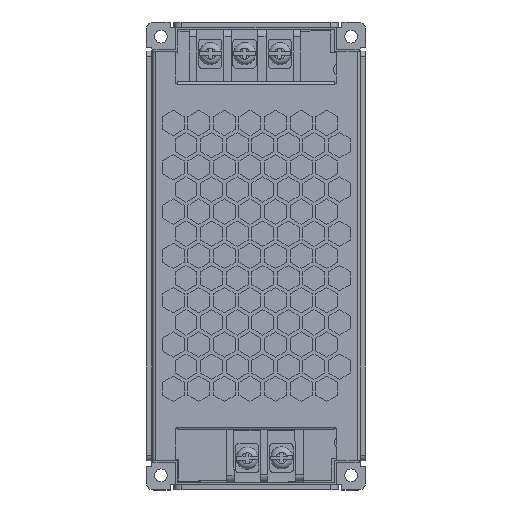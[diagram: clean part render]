
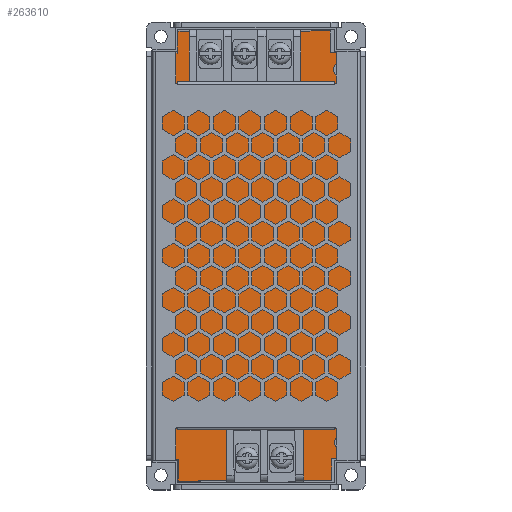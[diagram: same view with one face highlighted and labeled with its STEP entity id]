
A CAD part, top view. The second image highlights one B-rep face of the part: STEP entity #263610.
In plain terms, the highlighted planar face has unit normal (0, 0, 1).
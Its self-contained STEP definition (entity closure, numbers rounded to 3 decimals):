
#261420=CARTESIAN_POINT('',(56.578,194.464,184.6));
#261430=DIRECTION('',(0.,0.,1.));
#261440=DIRECTION('',(1.,0.,0.));
#261450=AXIS2_PLACEMENT_3D('',#261420,#261430,#261440);
#261460=PLANE('',#261450);
#261470=CARTESIAN_POINT('',(38.823,106.41,184.6
));
#261480=DIRECTION('',(0.,0.,1.));
#261490=DIRECTION('',(-1.,0.,0.));
#261500=AXIS2_PLACEMENT_3D('',#261470,#261480,#261490);
#261510=CIRCLE('',#261500,1.75);
#261520=CARTESIAN_POINT('',(37.073,106.41,184.6
));
#261530=VERTEX_POINT('',#261520);
#261540=CARTESIAN_POINT('',(40.573,106.41,184.6
));
#261550=VERTEX_POINT('',#261540);
#261560=EDGE_CURVE('',#261530,#261550,#261510,.T.);
#261570=ORIENTED_EDGE('',*,*,#261560,.F.);
#261580=EDGE_CURVE('',#261550,#261530,#261510,.T.);
#261590=ORIENTED_EDGE('',*,*,#261580,.F.);
#261600=EDGE_LOOP('',(#261590,#261570));
#261610=FACE_BOUND('',#261600,.T.);
#261620=CARTESIAN_POINT('',(85.823,105.41,184.6
));
#261630=DIRECTION('',(0.,0.,1.));
#261640=DIRECTION('',(1.,0.,0.));
#261650=AXIS2_PLACEMENT_3D('',#261620,#261630,#261640);
#261660=CIRCLE('',#261650,1.75);
#261670=CARTESIAN_POINT('',(87.573,105.41,184.6
));
#261680=VERTEX_POINT('',#261670);
#261690=CARTESIAN_POINT('',(84.073,105.41,184.6
));
#261700=VERTEX_POINT('',#261690);
#261710=EDGE_CURVE('',#261680,#261700,#261660,.T.);
#261720=ORIENTED_EDGE('',*,*,#261710,.F.);
#261730=EDGE_CURVE('',#261700,#261680,#261660,.T.);
#261740=ORIENTED_EDGE('',*,*,#261730,.F.);
#261750=EDGE_LOOP('',(#261740,#261720));
#261760=FACE_BOUND('',#261750,.T.);
#261770=CARTESIAN_POINT('',(85.823,207.41,184.6
));
#261780=DIRECTION('',(0.,0.,1.));
#261790=DIRECTION('',(-1.,0.,0.));
#261800=AXIS2_PLACEMENT_3D('',#261770,#261780,#261790);
#261810=CIRCLE('',#261800,1.75);
#261820=CARTESIAN_POINT('',(87.573,207.41,184.6
));
#261830=VERTEX_POINT('',#261820);
#261840=CARTESIAN_POINT('',(84.073,207.41,184.6
));
#261850=VERTEX_POINT('',#261840);
#261860=EDGE_CURVE('',#261830,#261850,#261810,.T.);
#261870=ORIENTED_EDGE('',*,*,#261860,.F.);
#261880=EDGE_CURVE('',#261850,#261830,#261810,.T.);
#261890=ORIENTED_EDGE('',*,*,#261880,.F.);
#261900=EDGE_LOOP('',(#261890,#261870));
#261910=FACE_BOUND('',#261900,.T.);
#261920=CARTESIAN_POINT('',(38.823,207.41,184.6
));
#261930=DIRECTION('',(0.,0.,1.));
#261940=DIRECTION('',(1.,0.,0.));
#261950=AXIS2_PLACEMENT_3D('',#261920,#261930,#261940);
#261960=CIRCLE('',#261950,1.65);
#261970=CARTESIAN_POINT('',(40.473,207.41,184.6
));
#261980=VERTEX_POINT('',#261970);
#261990=CARTESIAN_POINT('',(37.173,207.41,184.6
));
#262000=VERTEX_POINT('',#261990);
#262010=EDGE_CURVE('',#261980,#262000,#261960,.T.);
#262020=ORIENTED_EDGE('',*,*,#262010,.F.);
#262030=EDGE_CURVE('',#262000,#261980,#261960,.T.);
#262040=ORIENTED_EDGE('',*,*,#262030,.F.);
#262050=EDGE_LOOP('',(#262040,#262020));
#262060=FACE_BOUND('',#262050,.T.);
#262070=CARTESIAN_POINT('',(89.323,100.91,184.6
));
#262080=DIRECTION('',(-1.,0.,0.));
#262090=VECTOR('',#262080,1.);
#262100=LINE('',#262070,#262090);
#262110=CARTESIAN_POINT('',(89.323,100.91,184.6
));
#262120=VERTEX_POINT('',#262110);
#262130=CARTESIAN_POINT('',(83.323,100.91,184.6
));
#262140=VERTEX_POINT('',#262130);
#262150=EDGE_CURVE('',#262120,#262140,#262100,.T.);
#262160=ORIENTED_EDGE('',*,*,#262150,.F.);
#262170=CARTESIAN_POINT('',(83.323,94.91,184.6
));
#262180=DIRECTION('',(0.,1.,0.));
#262190=VECTOR('',#262180,1.);
#262200=LINE('',#262170,#262190);
#262210=CARTESIAN_POINT('',(83.323,94.91,184.6
));
#262220=VERTEX_POINT('',#262210);
#262230=EDGE_CURVE('',#262220,#262140,#262200,.T.);
#262240=ORIENTED_EDGE('',*,*,#262230,.T.);
#262250=CARTESIAN_POINT('',(83.323,94.91,184.6
));
#262260=DIRECTION('',(-1.,0.,0.));
#262270=VECTOR('',#262260,1.);
#262280=LINE('',#262250,#262270);
#262290=CARTESIAN_POINT('',(75.605,94.91,
184.6));
#262300=VERTEX_POINT('',#262290);
#262310=EDGE_CURVE('',#262220,#262300,#262280,.T.);
#262320=ORIENTED_EDGE('',*,*,#262310,.F.);
#262330=CARTESIAN_POINT('',(76.131,0.,184.6));
#262340=DIRECTION('',(-0.006,1.,0.));
#262350=VECTOR('',#262340,1.);
#262360=LINE('',#262330,#262350);
#262370=CARTESIAN_POINT('',(75.511,111.828,
184.6));
#262380=VERTEX_POINT('',#262370);
#262390=EDGE_CURVE('',#262300,#262380,#262360,.T.);
#262400=ORIENTED_EDGE('',*,*,#262390,.F.);
#262410=CARTESIAN_POINT('',(0.,111.41,184.6));
#262420=DIRECTION('',(-1.,-0.006,0.));
#262430=VECTOR('',#262420,1.);
#262440=LINE('',#262410,#262430);
#262450=CARTESIAN_POINT('',(54.511,111.712,
184.6));
#262460=VERTEX_POINT('',#262450);
#262470=EDGE_CURVE('',#262380,#262460,#262440,.T.);
#262480=ORIENTED_EDGE('',*,*,#262470,.F.);
#262490=CARTESIAN_POINT('',(55.13,0.,184.6));
#262500=DIRECTION('',(0.006,-1.,0.));
#262510=VECTOR('',#262500,1.);
#262520=LINE('',#262490,#262510);
#262530=CARTESIAN_POINT('',(54.604,94.91,
184.6));
#262540=VERTEX_POINT('',#262530);
#262550=EDGE_CURVE('',#262460,#262540,#262520,.T.);
#262560=ORIENTED_EDGE('',*,*,#262550,.F.);
#262570=CARTESIAN_POINT('',(41.323,94.91,184.6
));
#262580=VERTEX_POINT('',#262570);
#262590=EDGE_CURVE('',#262540,#262580,#262280,.T.);
#262600=ORIENTED_EDGE('',*,*,#262590,.F.);
#262610=CARTESIAN_POINT('',(41.323,94.91,184.6
));
#262620=DIRECTION('',(0.,1.,0.));
#262630=VECTOR('',#262620,1.);
#262640=LINE('',#262610,#262630);
#262650=CARTESIAN_POINT('',(41.323,100.91,184.6
));
#262660=VERTEX_POINT('',#262650);
#262670=EDGE_CURVE('',#262580,#262660,#262640,.T.);
#262680=ORIENTED_EDGE('',*,*,#262670,.F.);
#262690=CARTESIAN_POINT('',(41.323,100.91,184.6
));
#262700=DIRECTION('',(-1.,0.,0.));
#262710=VECTOR('',#262700,1.);
#262720=LINE('',#262690,#262710);
#262730=CARTESIAN_POINT('',(35.323,100.91,184.6
));
#262740=VERTEX_POINT('',#262730);
#262750=EDGE_CURVE('',#262660,#262740,#262720,.T.);
#262760=ORIENTED_EDGE('',*,*,#262750,.F.);
#262770=CARTESIAN_POINT('',(35.323,100.91,184.6
));
#262780=DIRECTION('',(0.,1.,0.));
#262790=VECTOR('',#262780,1.);
#262800=LINE('',#262770,#262790);
#262810=CARTESIAN_POINT('',(35.323,211.91,184.6
));
#262820=VERTEX_POINT('',#262810);
#262830=EDGE_CURVE('',#262740,#262820,#262800,.T.);
#262840=ORIENTED_EDGE('',*,*,#262830,.F.);
#262850=CARTESIAN_POINT('',(41.323,211.91,184.6
));
#262860=DIRECTION('',(-1.,0.,0.));
#262870=VECTOR('',#262860,1.);
#262880=LINE('',#262850,#262870);
#262890=CARTESIAN_POINT('',(41.323,211.91,184.6
));
#262900=VERTEX_POINT('',#262890);
#262910=EDGE_CURVE('',#262900,#262820,#262880,.T.);
#262920=ORIENTED_EDGE('',*,*,#262910,.T.);
#262930=CARTESIAN_POINT('',(41.323,217.91,184.6
));
#262940=DIRECTION('',(0.,-1.,0.));
#262950=VECTOR('',#262940,1.);
#262960=LINE('',#262930,#262950);
#262970=CARTESIAN_POINT('',(41.323,217.91,184.6
));
#262980=VERTEX_POINT('',#262970);
#262990=EDGE_CURVE('',#262980,#262900,#262960,.T.);
#263000=ORIENTED_EDGE('',*,*,#262990,.T.);
#263010=CARTESIAN_POINT('',(83.323,217.91,184.6
));
#263020=DIRECTION('',(-1.,0.,0.));
#263030=VECTOR('',#263020,1.);
#263040=LINE('',#263010,#263030);
#263050=CARTESIAN_POINT('',(44.694,217.91,
184.6));
#263060=VERTEX_POINT('',#263050);
#263070=EDGE_CURVE('',#263060,#262980,#263040,.T.);
#263080=ORIENTED_EDGE('',*,*,#263070,.T.);
#263090=CARTESIAN_POINT('',(44.07,0.,184.6));
#263100=DIRECTION('',(-0.003,-1.,0.));
#263110=VECTOR('',#263100,1.);
#263120=LINE('',#263090,#263110);
#263130=CARTESIAN_POINT('',(44.646,201.143,
184.6));
#263140=VERTEX_POINT('',#263130);
#263150=EDGE_CURVE('',#263060,#263140,#263120,.T.);
#263160=ORIENTED_EDGE('',*,*,#263150,.F.);
#263170=CARTESIAN_POINT('',(0.,201.271,184.6));
#263180=DIRECTION('',(1.,-0.003,0.));
#263190=VECTOR('',#263180,1.);
#263200=LINE('',#263170,#263190);
#263210=CARTESIAN_POINT('',(75.146,201.056,
184.6));
#263220=VERTEX_POINT('',#263210);
#263230=EDGE_CURVE('',#263140,#263220,#263200,.T.);
#263240=ORIENTED_EDGE('',*,*,#263230,.F.);
#263250=CARTESIAN_POINT('',(74.57,0.,184.6));
#263260=DIRECTION('',(0.003,1.,0.));
#263270=VECTOR('',#263260,1.);
#263280=LINE('',#263250,#263270);
#263290=CARTESIAN_POINT('',(75.194,217.91,
184.6));
#263300=VERTEX_POINT('',#263290);
#263310=EDGE_CURVE('',#263220,#263300,#263280,.T.);
#263320=ORIENTED_EDGE('',*,*,#263310,.F.);
#263330=CARTESIAN_POINT('',(83.323,217.91,184.6
));
#263340=VERTEX_POINT('',#263330);
#263350=EDGE_CURVE('',#263340,#263300,#263040,.T.);
#263360=ORIENTED_EDGE('',*,*,#263350,.T.);
#263370=CARTESIAN_POINT('',(83.323,211.91,184.6
));
#263380=DIRECTION('',(0.,1.,0.));
#263390=VECTOR('',#263380,1.);
#263400=LINE('',#263370,#263390);
#263410=CARTESIAN_POINT('',(83.323,211.91,184.6
));
#263420=VERTEX_POINT('',#263410);
#263430=EDGE_CURVE('',#263420,#263340,#263400,.T.);
#263440=ORIENTED_EDGE('',*,*,#263430,.T.);
#263450=CARTESIAN_POINT('',(89.323,211.91,184.6
));
#263460=DIRECTION('',(-1.,0.,0.));
#263470=VECTOR('',#263460,1.);
#263480=LINE('',#263450,#263470);
#263490=CARTESIAN_POINT('',(89.323,211.91,184.6
));
#263500=VERTEX_POINT('',#263490);
#263510=EDGE_CURVE('',#263500,#263420,#263480,.T.);
#263520=ORIENTED_EDGE('',*,*,#263510,.T.);
#263530=CARTESIAN_POINT('',(89.323,100.91,184.6
));
#263540=DIRECTION('',(0.,1.,0.));
#263550=VECTOR('',#263540,1.);
#263560=LINE('',#263530,#263550);
#263570=EDGE_CURVE('',#262120,#263500,#263560,.T.);
#263580=ORIENTED_EDGE('',*,*,#263570,.T.);
#263590=EDGE_LOOP('',(#263580,#263520,#263440,#263360,#263320,#263240,
#263160,#263080,#263000,#262920,#262840,#262760,#262680,#262600,#262560,
#262480,#262400,#262320,#262240,#262160));
#263600=FACE_OUTER_BOUND('',#263590,.T.);
#263610=ADVANCED_FACE('',(#261610,#261760,#261910,#262060,#263600),
#261460,.T.);
